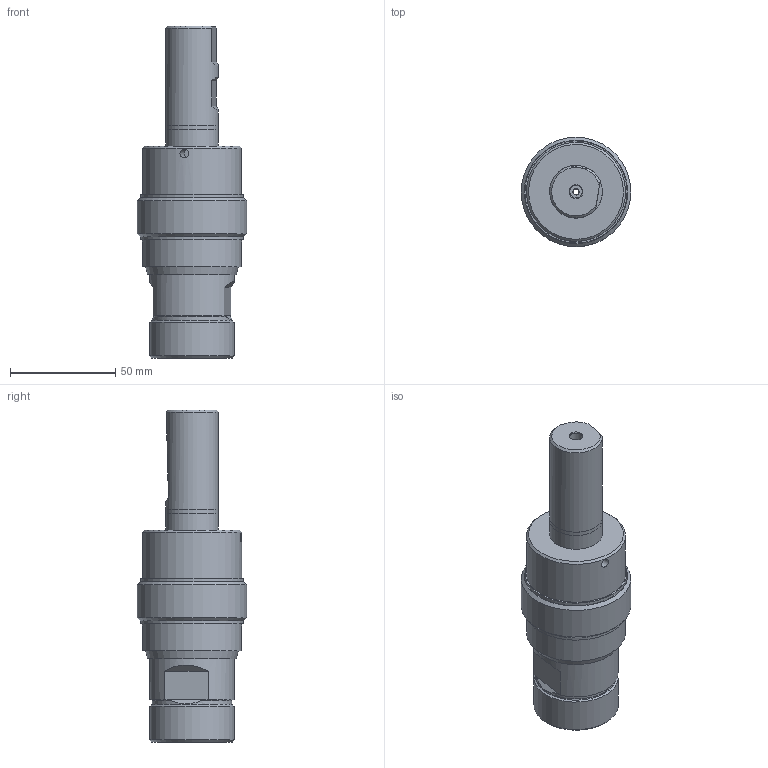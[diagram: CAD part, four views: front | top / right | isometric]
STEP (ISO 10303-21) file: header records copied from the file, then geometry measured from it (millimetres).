
FILE_DESCRIPTION(/* description */ (''),/* implementation_level */ '2;1');
FILE_NAME(/* name */ '262563201.stp',/* time_stamp */ '2021-01-20T15:44:55',/* author */ ('LRA'),/* organization */ ('REGO-FIX'),/* preprocessor_version */ ' Unknown',/* originating_system */ 'SIEMENS PLM Software Solid Edge ST10',/* authorization */ 'Unknown');
FILE_SCHEMA (('AUTOMOTIVE_DESIGN { 1 0 10303 214 2 1 1}'));
Length unit declared in the file: millimetre
Products named in the file (1): NOCUT
Bounding box: 51.99 x 51.99 x 157.5 mm (x, y, z)
Volume: 162699.6 mm3; surface area: 27483.5 mm2
Topology: 1 solids, 1 shells, 73 faces, 171 edges, 114 vertices
Faces by surface type: plane 36, cylinder 23, cone 11, torus 3
Full cylindrical faces by diameter (mm): 2.1 x1, 3 x1, 4.2 x2, 6 x1, 15 x1, 24 x1, 25 x2, 25.004 x1, 37.7 x1, 40 x2, 44 x1, 47 x2, 48.5 x2, 52 x1
Entity records: 4704 total; most frequent: CARTESIAN_POINT 2651, DIRECTION 324, ORIENTED_EDGE 262, AXIS2_PLACEMENT_3D 143, EDGE_CURVE 131, EDGE_LOOP 120, FACE_BOUND 120, VERTEX_POINT 105
